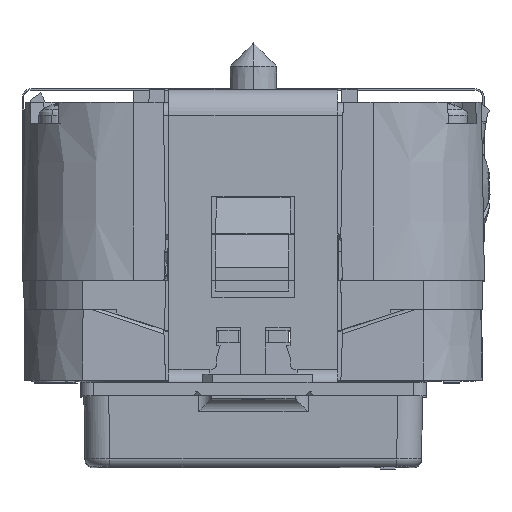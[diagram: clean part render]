
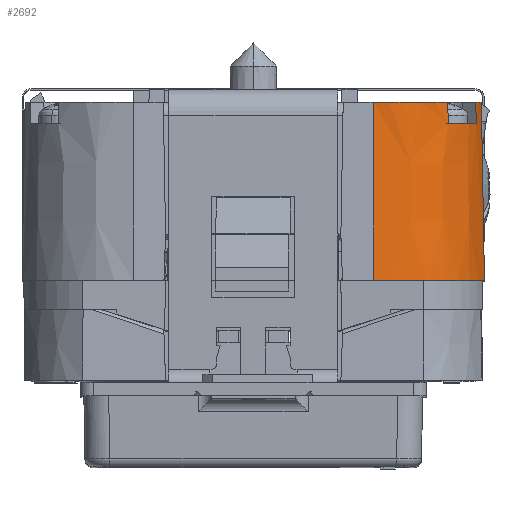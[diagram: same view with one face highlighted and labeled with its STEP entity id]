
A CAD part, top view. The second image highlights one B-rep face of the part: STEP entity #2692.
In plain terms, the highlighted conical face has half-angle 1 degrees and reference radius 10.706 mm.
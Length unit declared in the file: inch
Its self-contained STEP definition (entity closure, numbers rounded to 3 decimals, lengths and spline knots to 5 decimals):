
#2692 = ADVANCED_FACE ( 'NONE', ( #221450 ), #27054, .T. ) ;
#2802 = EDGE_CURVE ( 'NONE', #221571, #159276, #298654, .T. ) ;
#4779 = CARTESIAN_POINT ( 'NONE',  ( -0.35223, 0.16626, 2.64057 ) ) ;
#5382 = EDGE_CURVE ( 'NONE', #293859, #221571, #12572, .T. ) ;
#8650 = DIRECTION ( 'NONE',  ( 0., 1., 0. ) ) ;
#12572 = CIRCLE ( 'NONE', #221203, 0.4215 ) ;
#12990 = CARTESIAN_POINT ( 'NONE',  ( -0.21386, -0.48107, 2.42709 ) ) ;
#19169 = B_SPLINE_CURVE_WITH_KNOTS ( 'NONE', 3,
 ( #63646, #285911, #261625, #65440 ),
 .UNSPECIFIED., .F., .F.,
 ( 4, 4 ),
 ( 0.01226, 0.01429 ),
 .UNSPECIFIED. ) ;
#27054 = CONICAL_SURFACE ( 'NONE', #146024, 0.4215, 0.017 ) ;
#36560 = VECTOR ( 'NONE', #162110, 39.37008 ) ;
#37738 = AXIS2_PLACEMENT_3D ( 'NONE', #195092, #140826, #135329 ) ;
#39015 = CARTESIAN_POINT ( 'NONE',  ( -0.24558, 0.11293, 2.49135 ) ) ;
#44678 = CARTESIAN_POINT ( 'NONE',  ( -0.2217, -0.03174, 2.42617 ) ) ;
#48866 = CIRCLE ( 'NONE', #215903, 0.4229 ) ;
#49347 = DIRECTION ( 'NONE',  ( 0., 1., 0. ) ) ;
#53719 = ORIENTED_EDGE ( 'NONE', *, *, #261371, .F. ) ;
#58493 = VERTEX_POINT ( 'NONE', #335515 ) ;
#63646 = CARTESIAN_POINT ( 'NONE',  ( -0.24558, 0.11293, 2.49135 ) ) ;
#65440 = CARTESIAN_POINT ( 'NONE',  ( -0.24607, 0.19293, 2.48889 ) ) ;
#88747 = DIRECTION ( 'NONE',  ( 0., 0., -1. ) ) ;
#88948 = DIRECTION ( 'NONE',  ( 0., 0., -1. ) ) ;
#89757 = DIRECTION ( 'NONE',  ( 0., -1., 0. ) ) ;
#101667 = CARTESIAN_POINT ( 'NONE',  ( -0.35291, 0.19293, 2.64055 ) ) ;
#109497 = CIRCLE ( 'NONE', #228934, 0.43326 ) ;
#116244 = ORIENTED_EDGE ( 'NONE', *, *, #178287, .F. ) ;
#118521 = CARTESIAN_POINT ( 'NONE',  ( -0.35156, 0.1396, 2.64059 ) ) ;
#123225 = CARTESIAN_POINT ( 'NONE',  ( -0.63562, -0.48107, 2.76119 ) ) ;
#123745 = ORIENTED_EDGE ( 'NONE', *, *, #2802, .F. ) ;
#128439 = LINE ( 'NONE', #300414, #36560 ) ;
#135329 = DIRECTION ( 'NONE',  ( 0., 0., -1. ) ) ;
#140826 = DIRECTION ( 'NONE',  ( 0., 1., 0. ) ) ;
#146024 = AXIS2_PLACEMENT_3D ( 'NONE', #251495, #232502, #88747 ) ;
#148344 = CARTESIAN_POINT ( 'NONE',  ( -0.35291, 0.19293, 2.64055 ) ) ;
#151908 = ORIENTED_EDGE ( 'NONE', *, *, #5382, .F. ) ;
#152624 = ORIENTED_EDGE ( 'NONE', *, *, #303195, .F. ) ;
#154822 = CARTESIAN_POINT ( 'NONE',  ( -0.21778, -0.2564, 2.42663 ) ) ;
#159276 = VERTEX_POINT ( 'NONE', #340797 ) ;
#162110 = DIRECTION ( 'NONE',  ( 0., 1., -0.017 ) ) ;
#170162 = CARTESIAN_POINT ( 'NONE',  ( -0.22562, 0.19293, 2.42571 ) ) ;
#178287 = EDGE_CURVE ( 'NONE', #236311, #193401, #192829, .T. ) ;
#182086 = ORIENTED_EDGE ( 'NONE', *, *, #262487, .F. ) ;
#192829 = CIRCLE ( 'NONE', #37738, 0.4215 ) ;
#193401 = VERTEX_POINT ( 'NONE', #170162 ) ;
#195092 = CARTESIAN_POINT ( 'NONE',  ( -0.63562, 0.19293, 2.32793 ) ) ;
#200949 = CARTESIAN_POINT ( 'NONE',  ( -0.63562, 0.19293, 2.32793 ) ) ;
#213317 = CARTESIAN_POINT ( 'NONE',  ( -0.63562, 0.19293, 2.74943 ) ) ;
#215903 = AXIS2_PLACEMENT_3D ( 'NONE', #256524, #49347, #364731 ) ;
#221203 = AXIS2_PLACEMENT_3D ( 'NONE', #200949, #8650, #88948 ) ;
#221450 = FACE_OUTER_BOUND ( 'NONE', #358160, .T. ) ;
#221571 = VERTEX_POINT ( 'NONE', #101667 ) ;
#228934 = AXIS2_PLACEMENT_3D ( 'NONE', #345454, #89757, #317576 ) ;
#231673 = ORIENTED_EDGE ( 'NONE', *, *, #304348, .F. ) ;
#232502 = DIRECTION ( 'NONE',  ( 0., -1., 0. ) ) ;
#236311 = VERTEX_POINT ( 'NONE', #346693 ) ;
#251495 = CARTESIAN_POINT ( 'NONE',  ( -0.63562, 0.19293, 2.32793 ) ) ;
#253876 = VERTEX_POINT ( 'NONE', #39015 ) ;
#256524 = CARTESIAN_POINT ( 'NONE',  ( -0.63562, 0.11293, 2.32793 ) ) ;
#261371 = EDGE_CURVE ( 'NONE', #58493, #331329, #109497, .T. ) ;
#261625 = CARTESIAN_POINT ( 'NONE',  ( -0.2459, 0.16626, 2.48971 ) ) ;
#262487 = EDGE_CURVE ( 'NONE', #193401, #58493, #339615, .T. ) ;
#269609 = EDGE_CURVE ( 'NONE', #331329, #293859, #128439, .T. ) ;
#285911 = CARTESIAN_POINT ( 'NONE',  ( -0.24574, 0.1396, 2.49053 ) ) ;
#293859 = VERTEX_POINT ( 'NONE', #213317 ) ;
#298654 = B_SPLINE_CURVE_WITH_KNOTS ( 'NONE', 3,
 ( #148344, #4779, #118521, #318402 ),
 .UNSPECIFIED., .F., .F.,
 ( 4, 4 ),
 ( 0.01225, 0.01428 ),
 .UNSPECIFIED. ) ;
#300414 = CARTESIAN_POINT ( 'NONE',  ( -0.63562, 0.19293, 2.74943 ) ) ;
#303195 = EDGE_CURVE ( 'NONE', #159276, #253876, #48866, .T. ) ;
#304348 = EDGE_CURVE ( 'NONE', #253876, #236311, #19169, .T. ) ;
#317576 = DIRECTION ( 'NONE',  ( 0., 0., -1. ) ) ;
#318402 = CARTESIAN_POINT ( 'NONE',  ( -0.35089, 0.11293, 2.6406 ) ) ;
#324801 = CARTESIAN_POINT ( 'NONE',  ( -0.22562, 0.19293, 2.42571 ) ) ;
#331329 = VERTEX_POINT ( 'NONE', #123225 ) ;
#334913 = ORIENTED_EDGE ( 'NONE', *, *, #269609, .F. ) ;
#335515 = CARTESIAN_POINT ( 'NONE',  ( -0.21386, -0.48107, 2.42709 ) ) ;
#339615 = B_SPLINE_CURVE_WITH_KNOTS ( 'NONE', 3,
 ( #324801, #44678, #154822, #12990 ),
 .UNSPECIFIED., .F., .F.,
 ( 4, 4 ),
 ( 0., 0.01712 ),
 .UNSPECIFIED. ) ;
#340797 = CARTESIAN_POINT ( 'NONE',  ( -0.35089, 0.11293, 2.6406 ) ) ;
#345454 = CARTESIAN_POINT ( 'NONE',  ( -0.63562, -0.48107, 2.32793 ) ) ;
#346693 = CARTESIAN_POINT ( 'NONE',  ( -0.24607, 0.19293, 2.48889 ) ) ;
#358160 = EDGE_LOOP ( 'NONE', ( #231673, #152624, #123745, #151908, #334913, #53719, #182086, #116244 ) ) ;
#364731 = DIRECTION ( 'NONE',  ( 0., 0., -1. ) ) ;
